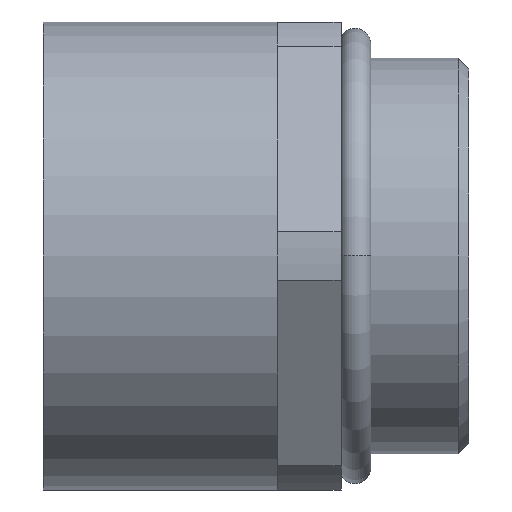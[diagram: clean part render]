
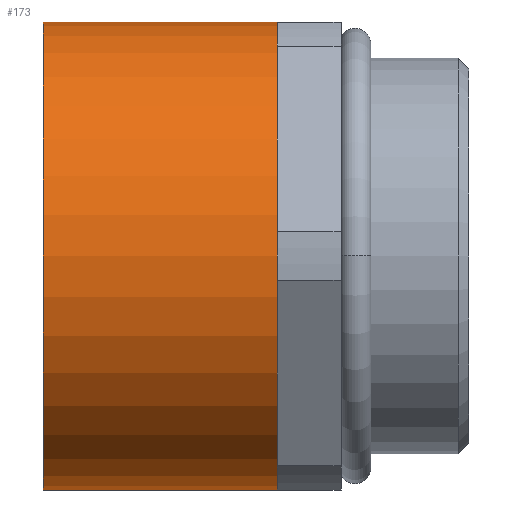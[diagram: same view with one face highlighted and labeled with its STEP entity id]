
A CAD part, left-side view. The second image highlights one B-rep face of the part: STEP entity #173.
In plain terms, the highlighted cylindrical face has radius 11 mm (diameter 22 mm), a partial arc.
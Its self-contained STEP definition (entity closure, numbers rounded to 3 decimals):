
#46=CYLINDRICAL_SURFACE('',#690,11.);
#113=LINE('',#1069,#155);
#114=LINE('',#1074,#156);
#155=VECTOR('',#824,1.);
#156=VECTOR('',#831,1.);
#173=ADVANCED_FACE('NONE',(#216),#46,.T.);
#216=FACE_OUTER_BOUND('',#250,.T.);
#250=EDGE_LOOP('',(#325,#326,#327,#328,#329,#330));
#325=ORIENTED_EDGE('',*,*,#567,.T.);
#326=ORIENTED_EDGE('',*,*,#568,.T.);
#327=ORIENTED_EDGE('',*,*,#569,.T.);
#328=ORIENTED_EDGE('',*,*,#570,.T.);
#329=ORIENTED_EDGE('',*,*,#571,.F.);
#330=ORIENTED_EDGE('',*,*,#572,.F.);
#480=VERTEX_POINT('',#1005);
#495=VERTEX_POINT('',#1038);
#500=VERTEX_POINT('',#1049);
#505=VERTEX_POINT('',#1060);
#509=VERTEX_POINT('',#1070);
#510=VERTEX_POINT('',#1075);
#567=EDGE_CURVE('NONE',#509,#495,#113,.T.);
#568=EDGE_CURVE('NONE',#495,#500,#627,.T.);
#569=EDGE_CURVE('NONE',#500,#505,#628,.T.);
#570=EDGE_CURVE('NONE',#505,#480,#629,.T.);
#571=EDGE_CURVE('NONE',#510,#480,#114,.T.);
#572=EDGE_CURVE('NONE',#509,#510,#630,.T.);
#627=CIRCLE('',#686,11.);
#628=CIRCLE('',#687,11.);
#629=CIRCLE('',#688,11.);
#630=CIRCLE('',#689,11.);
#686=AXIS2_PLACEMENT_3D('',#1071,#825,#826);
#687=AXIS2_PLACEMENT_3D('',#1072,#827,#828);
#688=AXIS2_PLACEMENT_3D('',#1073,#829,#830);
#689=AXIS2_PLACEMENT_3D('',#1076,#832,#833);
#690=AXIS2_PLACEMENT_3D('',#1077,#834,#835);
#824=DIRECTION('',(0.,-1.,0.));
#825=DIRECTION('',(0.,1.,0.));
#826=DIRECTION('',(0.,0.,1.));
#827=DIRECTION('',(0.,1.,0.));
#828=DIRECTION('',(0.,0.,1.));
#829=DIRECTION('',(0.,1.,0.));
#830=DIRECTION('',(0.,0.,1.));
#831=DIRECTION('',(0.,-1.,0.));
#832=DIRECTION('',(0.,1.,0.));
#833=DIRECTION('',(0.,0.,1.));
#834=DIRECTION('',(0.,1.,0.));
#835=DIRECTION('',(0.,0.,1.));
#1005=CARTESIAN_POINT('',(0.,1.,11.));
#1038=CARTESIAN_POINT('',(0.,1.,-11.));
#1049=CARTESIAN_POINT('',(-9.526,1.,-5.5));
#1060=CARTESIAN_POINT('',(-9.526,1.,5.5));
#1069=CARTESIAN_POINT('',(0.,12.783,-11.));
#1070=CARTESIAN_POINT('',(0.,12.,-11.));
#1071=CARTESIAN_POINT('',(0.,1.,0.));
#1072=CARTESIAN_POINT('',(0.,1.,0.));
#1073=CARTESIAN_POINT('',(0.,1.,0.));
#1074=CARTESIAN_POINT('',(0.,12.783,11.));
#1075=CARTESIAN_POINT('',(0.,12.,11.));
#1076=CARTESIAN_POINT('',(0.,12.,0.));
#1077=CARTESIAN_POINT('',(0.,12.783,0.));
